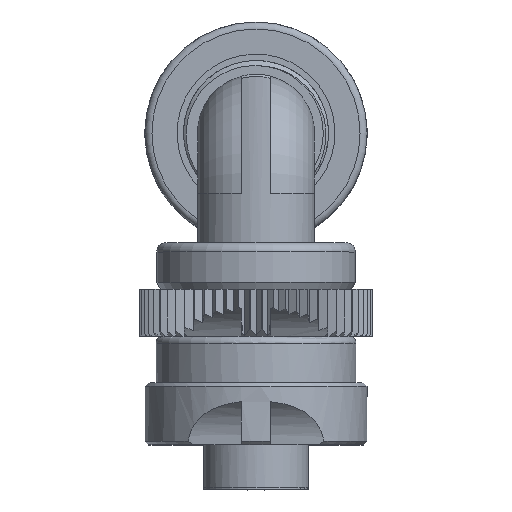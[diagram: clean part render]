
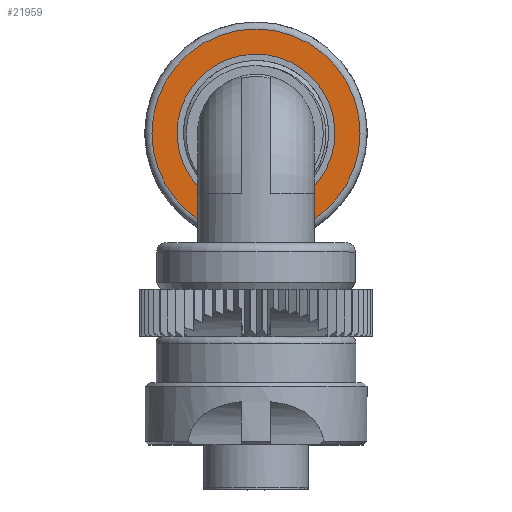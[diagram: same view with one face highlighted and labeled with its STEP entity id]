
A CAD part, top view. The second image highlights one B-rep face of the part: STEP entity #21959.
In plain terms, the highlighted planar face has unit normal (0, 0, 1).
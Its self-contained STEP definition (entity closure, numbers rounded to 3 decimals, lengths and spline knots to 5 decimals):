
#1509=PLANE('',#24933);
#1878=FACE_BOUND('',#4571,.T.);
#3027=FACE_OUTER_BOUND('',#4570,.T.);
#4570=EDGE_LOOP('',(#18354));
#4571=EDGE_LOOP('',(#18355));
#6306=CIRCLE('',#24934,0.445);
#6307=CIRCLE('',#24935,0.3375);
#9464=VERTEX_POINT('',#46568);
#9465=VERTEX_POINT('',#46570);
#12356=EDGE_CURVE('',#9464,#9464,#6306,.T.);
#12357=EDGE_CURVE('',#9465,#9465,#6307,.T.);
#18354=ORIENTED_EDGE('',*,*,#12356,.F.);
#18355=ORIENTED_EDGE('',*,*,#12357,.F.);
#21959=ADVANCED_FACE('',(#3027,#1878),#1509,.T.);
#24933=AXIS2_PLACEMENT_3D('',#46567,#31474,#31475);
#24934=AXIS2_PLACEMENT_3D('',#46569,#31476,#31477);
#24935=AXIS2_PLACEMENT_3D('',#46571,#31478,#31479);
#31474=DIRECTION('center_axis',(0.,0.,
1.));
#31475=DIRECTION('ref_axis',(-1.,0.,0.));
#31476=DIRECTION('center_axis',(0.,0.,
-1.));
#31477=DIRECTION('ref_axis',(0.,1.,0.));
#31478=DIRECTION('center_axis',(0.,0.,
1.));
#31479=DIRECTION('ref_axis',(-0.955,0.296,0.));
#46567=CARTESIAN_POINT('Origin',(0.,-0.2375,-0.725));
#46568=CARTESIAN_POINT('',(0.,-0.445,-0.725));
#46569=CARTESIAN_POINT('Origin',(0.,0.,
-0.725));
#46570=CARTESIAN_POINT('',(0.32234,-0.10003,-0.725));
#46571=CARTESIAN_POINT('Origin',(0.,0.,
-0.725));
